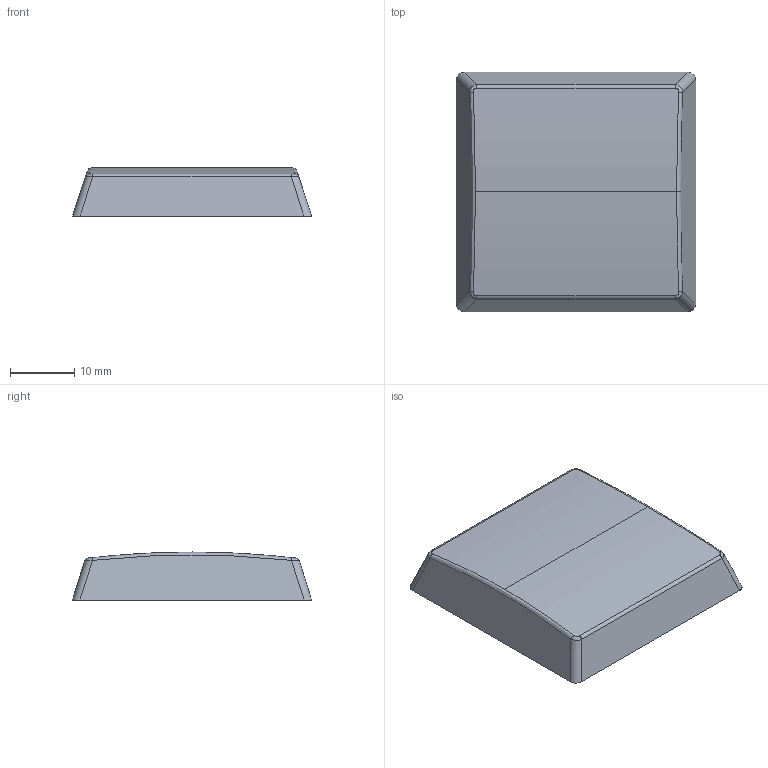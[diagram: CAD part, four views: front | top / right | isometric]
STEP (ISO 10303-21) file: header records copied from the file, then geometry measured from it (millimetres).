
FILE_DESCRIPTION(('HOOPS Exchange Step'),'2;1');
FILE_NAME('temp_export','2023-12-19T13:51:44-05:00',('jscotto'),('Shapr3D Limited'),'HOOPS Exchange 2023.2','Shapr3D','Authorized');
FILE_SCHEMA( ('AUTOMOTIVE_DESIGN { 1 0 10303 214 1 1 1 1 }') );
Length unit declared in the file: millimetre
Products named in the file (1): 2x2 POS (Convex)
Bounding box: 37.35 x 37.35 x 7.5 mm (x, y, z)
Volume: 4087.1 mm3; surface area: 4378 mm2
Topology: 1 solids, 1 shells, 133 faces, 313 edges, 191 vertices
Faces by surface type: plane 114, cylinder 12, bspline 7
Full cylindrical faces by diameter (mm): 5.8 x4
Entity records: 4891 total; most frequent: CARTESIAN_POINT 1850, ORIENTED_EDGE 626, DIRECTION 589, EDGE_CURVE 313, VECTOR 273, LINE 273, VERTEX_POINT 191, AXIS2_PLACEMENT_3D 158
